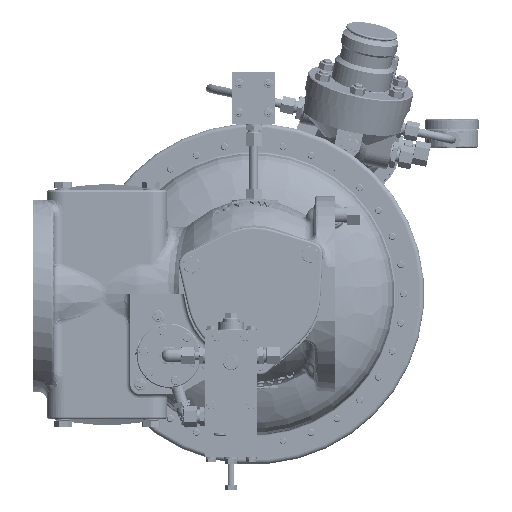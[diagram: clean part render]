
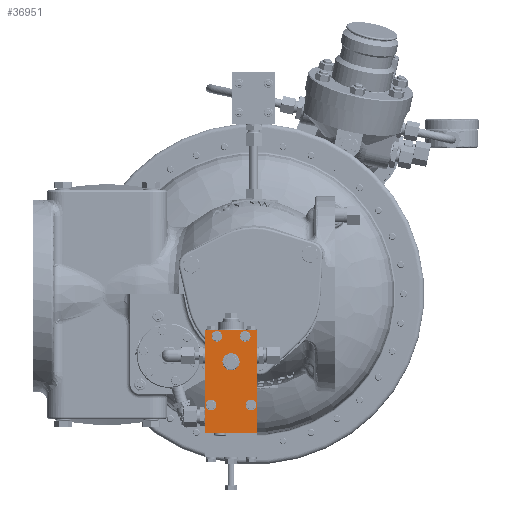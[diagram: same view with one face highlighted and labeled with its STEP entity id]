
A CAD part, front view. The second image highlights one B-rep face of the part: STEP entity #36951.
In plain terms, the highlighted planar face has unit normal (0, -1, 0).
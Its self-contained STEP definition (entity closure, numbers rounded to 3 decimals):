
#10639 = EDGE_CURVE ( 'Defeature ausgef�hrt3_3+Defeature ausgef�hrt3_5+Defeature ausgef�hrt3_2+Defeature ausgef�hrt3_0', #167173, #47729, #21054, .T. ) ;
#20091 = LINE ( 'NONE', #59571, #120886 ) ;
#20774 = PLANE ( 'NONE',  #88201 ) ;
#21054 = LINE ( 'NONE', #140143, #71285 ) ;
#23432 = DIRECTION ( 'NONE',  ( 0., 0., -1. ) ) ;
#25937 = CARTESIAN_POINT ( 'NONE',  ( 3.57, -289.07, -162.5 ) ) ;
#33364 = ORIENTED_EDGE ( 'NONE', *, *, #57811, .F. ) ;
#36732 = CARTESIAN_POINT ( 'NONE',  ( -56.43, -289.07, -162.5 ) ) ;
#36951 = ADVANCED_FACE ( 'Defeature ausgef�hrt3_5', ( #69781 ), #20774, .T. ) ;
#43218 = CARTESIAN_POINT ( 'NONE',  ( 3.57, -289.07, -162.5 ) ) ;
#43734 = VECTOR ( 'NONE', #140422, 1000. ) ;
#47729 = VERTEX_POINT ( 'NONE', #64802 ) ;
#50866 = LINE ( 'NONE', #25937, #100921 ) ;
#53708 = EDGE_LOOP ( 'NONE', ( #80311, #110466, #96410, #33364 ) ) ;
#57811 = EDGE_CURVE ( 'Defeature ausgef�hrt3_1+Defeature ausgef�hrt3_5+Defeature ausgef�hrt3_0+Defeature ausgef�hrt3_2', #121387, #67618, #20091, .T. ) ;
#59571 = CARTESIAN_POINT ( 'NONE',  ( 3.57, -289.07, -162.5 ) ) ;
#64802 = CARTESIAN_POINT ( 'NONE',  ( 3.57, -289.07, -42.5 ) ) ;
#67618 = VERTEX_POINT ( 'NONE', #96453 ) ;
#69781 = FACE_OUTER_BOUND ( 'NONE', #53708, .T. ) ;
#69944 = DIRECTION ( 'NONE',  ( -1., 0., 0. ) ) ;
#71285 = VECTOR ( 'NONE', #139272, 1000. ) ;
#73115 = CARTESIAN_POINT ( 'NONE',  ( 3.57, -289.07, -162.5 ) ) ;
#80311 = ORIENTED_EDGE ( 'NONE', *, *, #135659, .F. ) ;
#88201 = AXIS2_PLACEMENT_3D ( 'NONE', #73115, #151865, #109041 ) ;
#95675 = EDGE_CURVE ( 'Defeature ausgef�hrt3_2+Defeature ausgef�hrt3_5+Defeature ausgef�hrt3_1+Defeature ausgef�hrt3_3', #67618, #167173, #112199, .T. ) ;
#96410 = ORIENTED_EDGE ( 'NONE', *, *, #95675, .F. ) ;
#96453 = CARTESIAN_POINT ( 'NONE',  ( -56.43, -289.07, -162.5 ) ) ;
#100921 = VECTOR ( 'NONE', #23432, 1000. ) ;
#109041 = DIRECTION ( 'NONE',  ( 1., 0., 0. ) ) ;
#110466 = ORIENTED_EDGE ( 'NONE', *, *, #10639, .F. ) ;
#112199 = LINE ( 'NONE', #36732, #43734 ) ;
#120886 = VECTOR ( 'NONE', #69944, 1000. ) ;
#121387 = VERTEX_POINT ( 'NONE', #43218 ) ;
#123144 = CARTESIAN_POINT ( 'NONE',  ( -56.43, -289.07, -42.5 ) ) ;
#135659 = EDGE_CURVE ( 'Defeature ausgef�hrt3_0+Defeature ausgef�hrt3_5+Defeature ausgef�hrt3_3+Defeature ausgef�hrt3_1', #47729, #121387, #50866, .T. ) ;
#139272 = DIRECTION ( 'NONE',  ( 1., 0., 0. ) ) ;
#140143 = CARTESIAN_POINT ( 'NONE',  ( 3.57, -289.07, -42.5 ) ) ;
#140422 = DIRECTION ( 'NONE',  ( 0., 0., 1. ) ) ;
#151865 = DIRECTION ( 'NONE',  ( 0., -1., 0. ) ) ;
#167173 = VERTEX_POINT ( 'NONE', #123144 ) ;
